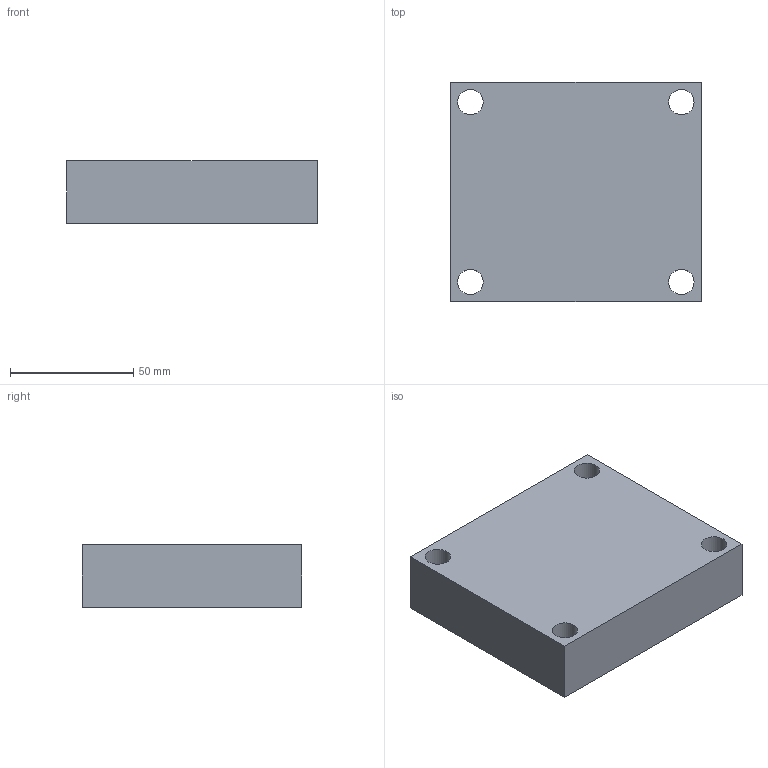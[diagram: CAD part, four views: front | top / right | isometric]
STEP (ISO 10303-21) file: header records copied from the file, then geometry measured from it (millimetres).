
FILE_DESCRIPTION(/* description */ (''),/* implementation_level */ '2;1');
FILE_NAME(/* name */ '_S06CPP.stp',/* time_stamp */ '2020-05-22T10:21:13-04:00',/* author */ ('alexanderw'),/* organization */ (''),/* preprocessor_version */ 'ST-DEVELOPER v17',/* originating_system */ 'Autodesk Inventor 2019',/* authorisation */ '');
FILE_SCHEMA (('AUTOMOTIVE_DESIGN { 1 0 10303 214 3 1 1 }'));
Length unit declared in the file: millimetre
Products named in the file (1): Part_DS06CPP_3D
Bounding box: 101.6 x 88.9 x 25.4 mm (x, y, z)
Volume: 213174.2 mm3; surface area: 32393.2 mm2
Topology: 1 solids, 1 shells, 309 faces, 852 edges, 573 vertices
Faces by surface type: plane 201, bspline 87, cylinder 15, cone 6
Full cylindrical faces by diameter (mm): 4.775 x1, 6.35 x1, 10.312 x4, 12.7 x1, 15.875 x4, 23.825 x4
Entity records: 10515 total; most frequent: CARTESIAN_POINT 2860, ORIENTED_EDGE 1692, DIRECTION 1169, EDGE_CURVE 846, LINE 621, VECTOR 621, VERTEX_POINT 573, EDGE_LOOP 351
